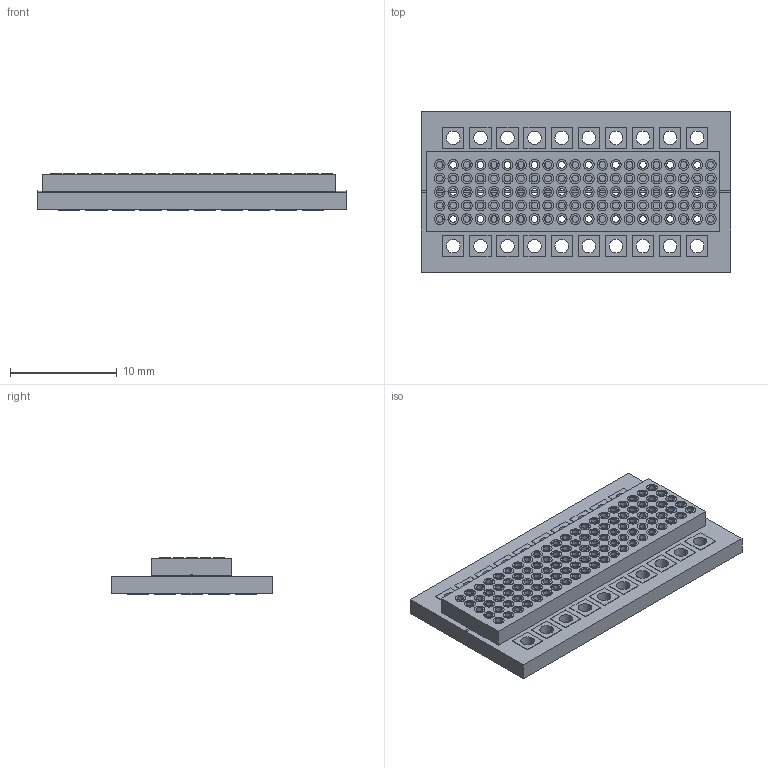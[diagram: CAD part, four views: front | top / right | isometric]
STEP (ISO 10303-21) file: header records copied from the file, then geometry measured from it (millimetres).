
FILE_DESCRIPTION(/* description */ (''),/* implementation_level */ '2;1');
FILE_NAME(/* name */ 'PrintheadV1Assembly1.stp',/* time_stamp */ '2022-03-12T10:57:29-06:00',/* author */ ('Unit-005'),/* organization */ (''),/* preprocessor_version */ 'ST-DEVELOPER v18.1',/* originating_system */ 'Autodesk Inventor 2021',/* authorisation */ '');
FILE_SCHEMA (('AUTOMOTIVE_DESIGN { 1 0 10303 214 3 1 1 }'));
Products named in the file (4): PrintheadV1Assembly1; 2.54mmPitchPerfboardBackplane; 1.27mmNozzlePlate; SiCFilamentRed
Assembly tree (3 placements, depth 2):
  PrintheadV1Assembly1
    2.54mmPitchPerfboardBackplane
    1.27mmNozzlePlate
    SiCFilamentRed
Bounding box: 29 x 15 x 3.42 mm (x, y, z)
Volume: 890.2 mm3; surface area: 2300.3 mm2
Topology: 213 solids, 213 shells, 1510 faces, 3054 edges, 2070 vertices
Faces by surface type: plane 934, cylinder 576
Full cylindrical faces by diameter (mm): 0.135 x1, 0.635 x315, 1 x210, 1.27 x50
Entity records: 41360 total; most frequent: DIRECTION 7342, CARTESIAN_POINT 6641, ORIENTED_EDGE 6108, EDGE_CURVE 3054, AXIS2_PLACEMENT_3D 2771, EDGE_LOOP 2340, VERTEX_POINT 2070, LINE 1800
